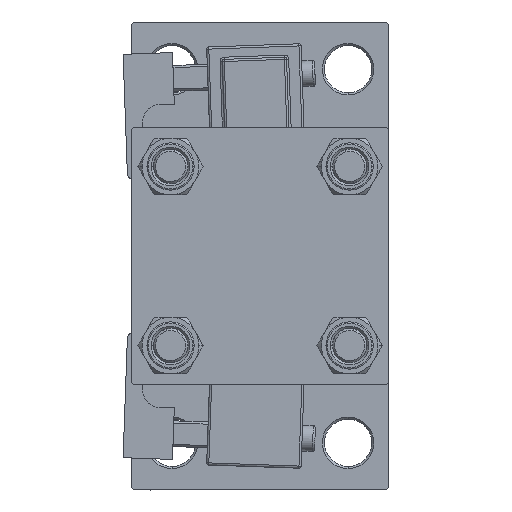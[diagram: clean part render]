
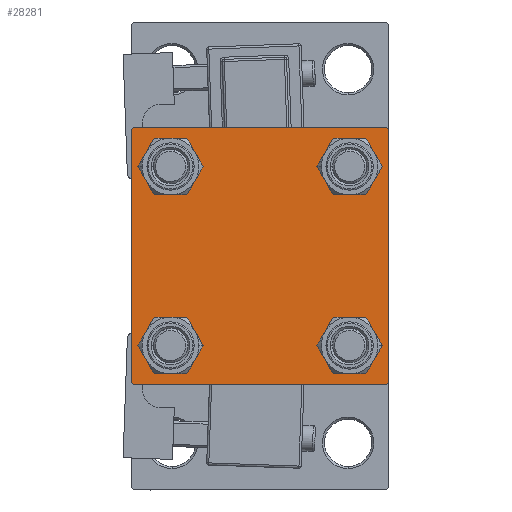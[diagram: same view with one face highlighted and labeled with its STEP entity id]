
A CAD part, left-side view. The second image highlights one B-rep face of the part: STEP entity #28281.
In plain terms, the highlighted planar face has unit normal (-1, 0, 0).
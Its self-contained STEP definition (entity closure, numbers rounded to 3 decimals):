
#82 = ORIENTED_EDGE ( 'NONE', *, *, #2148, .T. ) ;
#788 = VERTEX_POINT ( 'NONE', #38253 ) ;
#1366 = CARTESIAN_POINT ( 'NONE',  ( 0., 30., 30. ) ) ;
#2033 = EDGE_CURVE ( 'NONE', #47151, #2955, #6917, .T. ) ;
#2148 = EDGE_CURVE ( 'NONE', #5178, #42868, #5507, .T. ) ;
#2394 = DIRECTION ( 'NONE',  ( 0., 0., 1. ) ) ;
#2671 = FACE_BOUND ( 'NONE', #36691, .T. ) ;
#2721 = CARTESIAN_POINT ( 'NONE',  ( 0., -30., 29.5 ) ) ;
#2936 = VERTEX_POINT ( 'NONE', #2721 ) ;
#2955 = VERTEX_POINT ( 'NONE', #37745 ) ;
#3618 = VERTEX_POINT ( 'NONE', #10051 ) ;
#3708 = CARTESIAN_POINT ( 'NONE',  ( 0., -20.85, -20.85 ) ) ;
#3732 = ORIENTED_EDGE ( 'NONE', *, *, #13949, .T. ) ;
#3736 = CARTESIAN_POINT ( 'NONE',  ( 0., -20.85, -25.35 ) ) ;
#3826 = CIRCLE ( 'NONE', #18760, 4.5 ) ;
#4839 = LINE ( 'NONE', #20680, #18672 ) ;
#5152 = CARTESIAN_POINT ( 'NONE',  ( 0., -29.75, 29.75 ) ) ;
#5178 = VERTEX_POINT ( 'NONE', #31698 ) ;
#5489 = EDGE_CURVE ( 'NONE', #2936, #3618, #4839, .T. ) ;
#5507 = LINE ( 'NONE', #32749, #34232 ) ;
#5749 = ORIENTED_EDGE ( 'NONE', *, *, #28559, .T. ) ;
#6059 = AXIS2_PLACEMENT_3D ( 'NONE', #30664, #26776, #2394 ) ;
#6505 = ORIENTED_EDGE ( 'NONE', *, *, #25542, .T. ) ;
#6917 = CIRCLE ( 'NONE', #6059, 4.5 ) ;
#6958 = EDGE_CURVE ( 'NONE', #26734, #8412, #17166, .T. ) ;
#7161 = DIRECTION ( 'NONE',  ( 0., -0.707, 0.707 ) ) ;
#7335 = FACE_BOUND ( 'NONE', #21267, .T. ) ;
#7417 = CARTESIAN_POINT ( 'NONE',  ( 0., -29.75, -29.75 ) ) ;
#8019 = DIRECTION ( 'NONE',  ( 0., 0., -1. ) ) ;
#8412 = VERTEX_POINT ( 'NONE', #32825 ) ;
#8681 = CARTESIAN_POINT ( 'NONE',  ( 0., 30., -30. ) ) ;
#9280 = LINE ( 'NONE', #5152, #21336 ) ;
#9876 = ORIENTED_EDGE ( 'NONE', *, *, #22464, .T. ) ;
#10051 = CARTESIAN_POINT ( 'NONE',  ( 0., -30., -29.5 ) ) ;
#10143 = CARTESIAN_POINT ( 'NONE',  ( 0., -20.85, 20.85 ) ) ;
#10450 = PLANE ( 'NONE',  #25042 ) ;
#10512 = DIRECTION ( 'NONE',  ( 0., 0., 1. ) ) ;
#10971 = VERTEX_POINT ( 'NONE', #32354 ) ;
#11186 = EDGE_CURVE ( 'NONE', #788, #3618, #42708, .T. ) ;
#12225 = CIRCLE ( 'NONE', #18866, 4.5 ) ;
#12649 = ORIENTED_EDGE ( 'NONE', *, *, #18465, .T. ) ;
#12673 = ORIENTED_EDGE ( 'NONE', *, *, #45012, .T. ) ;
#12735 = DIRECTION ( 'NONE',  ( 0., 0., 1. ) ) ;
#13015 = DIRECTION ( 'NONE',  ( 0., -0.707, -0.707 ) ) ;
#13087 = LINE ( 'NONE', #8681, #41779 ) ;
#13368 = LINE ( 'NONE', #43313, #48947 ) ;
#13612 = DIRECTION ( 'NONE',  ( 0., 0., 1. ) ) ;
#13864 = AXIS2_PLACEMENT_3D ( 'NONE', #21895, #26030, #41851 ) ;
#13949 = EDGE_CURVE ( 'NONE', #50953, #30726, #28740, .T. ) ;
#13993 = EDGE_CURVE ( 'NONE', #45835, #32487, #40387, .T. ) ;
#14082 = LINE ( 'NONE', #1366, #30680 ) ;
#14828 = DIRECTION ( 'NONE',  ( 0., 0., 1. ) ) ;
#15379 = DIRECTION ( 'NONE',  ( 0., 0., 1. ) ) ;
#17166 = LINE ( 'NONE', #20309, #21184 ) ;
#17240 = DIRECTION ( 'NONE',  ( 0., -1., 0. ) ) ;
#17992 = AXIS2_PLACEMENT_3D ( 'NONE', #51152, #43127, #15379 ) ;
#18465 = EDGE_CURVE ( 'NONE', #21937, #10971, #46314, .T. ) ;
#18672 = VECTOR ( 'NONE', #36484, 1000. ) ;
#18760 = AXIS2_PLACEMENT_3D ( 'NONE', #29944, #45763, #13612 ) ;
#18866 = AXIS2_PLACEMENT_3D ( 'NONE', #10143, #50599, #14828 ) ;
#19820 = AXIS2_PLACEMENT_3D ( 'NONE', #33583, #22468, #10512 ) ;
#20309 = CARTESIAN_POINT ( 'NONE',  ( 0., 29.75, -29.75 ) ) ;
#20680 = CARTESIAN_POINT ( 'NONE',  ( 0., -30., 30. ) ) ;
#20755 = CARTESIAN_POINT ( 'NONE',  ( 0., 20.85, -25.35 ) ) ;
#21184 = VECTOR ( 'NONE', #13015, 1000. ) ;
#21267 = EDGE_LOOP ( 'NONE', ( #34636, #12649 ) ) ;
#21336 = VECTOR ( 'NONE', #44821, 1000. ) ;
#21710 = CARTESIAN_POINT ( 'NONE',  ( 0., -20.85, -16.35 ) ) ;
#21895 = CARTESIAN_POINT ( 'NONE',  ( 0., -20.85, -20.85 ) ) ;
#21937 = VERTEX_POINT ( 'NONE', #49603 ) ;
#21961 = EDGE_CURVE ( 'NONE', #5178, #40711, #14082, .T. ) ;
#22464 = EDGE_CURVE ( 'NONE', #42868, #26734, #13368, .T. ) ;
#22468 = DIRECTION ( 'NONE',  ( 1., 0., 0. ) ) ;
#23169 = FACE_OUTER_BOUND ( 'NONE', #28985, .T. ) ;
#25042 = AXIS2_PLACEMENT_3D ( 'NONE', #27042, #30682, #37963 ) ;
#25542 = EDGE_CURVE ( 'NONE', #2955, #47151, #44772, .T. ) ;
#25662 = ORIENTED_EDGE ( 'NONE', *, *, #13993, .T. ) ;
#26030 = DIRECTION ( 'NONE',  ( 1., 0., 0. ) ) ;
#26734 = VERTEX_POINT ( 'NONE', #41971 ) ;
#26776 = DIRECTION ( 'NONE',  ( 1., 0., 0. ) ) ;
#27042 = CARTESIAN_POINT ( 'NONE',  ( 0., 0., 0. ) ) ;
#27570 = EDGE_LOOP ( 'NONE', ( #6505, #44210 ) ) ;
#28281 = ADVANCED_FACE ( 'NONE', ( #7335, #2671, #49874, #50644, #23169 ), #10450, .T. ) ;
#28559 = EDGE_CURVE ( 'NONE', #30726, #50953, #34970, .T. ) ;
#28740 = CIRCLE ( 'NONE', #13864, 4.5 ) ;
#28985 = EDGE_LOOP ( 'NONE', ( #9876, #37027, #46194, #30743, #50648, #12673, #31407, #82 ) ) ;
#29944 = CARTESIAN_POINT ( 'NONE',  ( 0., 20.85, 20.85 ) ) ;
#30664 = CARTESIAN_POINT ( 'NONE',  ( 0., 20.85, -20.85 ) ) ;
#30680 = VECTOR ( 'NONE', #45968, 1000. ) ;
#30682 = DIRECTION ( 'NONE',  ( -1., 0., 0. ) ) ;
#30726 = VERTEX_POINT ( 'NONE', #3736 ) ;
#30743 = ORIENTED_EDGE ( 'NONE', *, *, #11186, .T. ) ;
#31407 = ORIENTED_EDGE ( 'NONE', *, *, #21961, .F. ) ;
#31698 = CARTESIAN_POINT ( 'NONE',  ( 0., 29.5, 30. ) ) ;
#32354 = CARTESIAN_POINT ( 'NONE',  ( 0., -20.85, 25.35 ) ) ;
#32442 = CARTESIAN_POINT ( 'NONE',  ( 0., 20.85, -20.85 ) ) ;
#32487 = VERTEX_POINT ( 'NONE', #43207 ) ;
#32749 = CARTESIAN_POINT ( 'NONE',  ( 0., 29.75, 29.75 ) ) ;
#32825 = CARTESIAN_POINT ( 'NONE',  ( 0., 29.5, -30. ) ) ;
#32878 = CARTESIAN_POINT ( 'NONE',  ( 0., -29.5, 30. ) ) ;
#33583 = CARTESIAN_POINT ( 'NONE',  ( 0., -20.85, 20.85 ) ) ;
#34232 = VECTOR ( 'NONE', #36141, 1000. ) ;
#34636 = ORIENTED_EDGE ( 'NONE', *, *, #42457, .T. ) ;
#34916 = EDGE_CURVE ( 'NONE', #8412, #788, #13087, .T. ) ;
#34970 = CIRCLE ( 'NONE', #43268, 4.5 ) ;
#35562 = ORIENTED_EDGE ( 'NONE', *, *, #39713, .T. ) ;
#36141 = DIRECTION ( 'NONE',  ( 0., 0.707, -0.707 ) ) ;
#36484 = DIRECTION ( 'NONE',  ( 0., 0., -1. ) ) ;
#36691 = EDGE_LOOP ( 'NONE', ( #3732, #5749 ) ) ;
#37027 = ORIENTED_EDGE ( 'NONE', *, *, #6958, .T. ) ;
#37745 = CARTESIAN_POINT ( 'NONE',  ( 0., 20.85, -16.35 ) ) ;
#37963 = DIRECTION ( 'NONE',  ( 0., 0., 1. ) ) ;
#38253 = CARTESIAN_POINT ( 'NONE',  ( 0., -29.5, -30. ) ) ;
#38285 = CARTESIAN_POINT ( 'NONE',  ( 0., 20.85, 25.35 ) ) ;
#39713 = EDGE_CURVE ( 'NONE', #32487, #45835, #3826, .T. ) ;
#40387 = CIRCLE ( 'NONE', #17992, 4.5 ) ;
#40636 = AXIS2_PLACEMENT_3D ( 'NONE', #32442, #48264, #12735 ) ;
#40711 = VERTEX_POINT ( 'NONE', #32878 ) ;
#41779 = VECTOR ( 'NONE', #17240, 1000. ) ;
#41851 = DIRECTION ( 'NONE',  ( 0., 0., 1. ) ) ;
#41971 = CARTESIAN_POINT ( 'NONE',  ( 0., 30., -29.5 ) ) ;
#42457 = EDGE_CURVE ( 'NONE', #10971, #21937, #12225, .T. ) ;
#42708 = LINE ( 'NONE', #7417, #48626 ) ;
#42868 = VERTEX_POINT ( 'NONE', #45350 ) ;
#43127 = DIRECTION ( 'NONE',  ( 1., 0., 0. ) ) ;
#43207 = CARTESIAN_POINT ( 'NONE',  ( 0., 20.85, 16.35 ) ) ;
#43268 = AXIS2_PLACEMENT_3D ( 'NONE', #3708, #47520, #51153 ) ;
#43313 = CARTESIAN_POINT ( 'NONE',  ( 0., 30., 30. ) ) ;
#44210 = ORIENTED_EDGE ( 'NONE', *, *, #2033, .T. ) ;
#44772 = CIRCLE ( 'NONE', #40636, 4.5 ) ;
#44821 = DIRECTION ( 'NONE',  ( 0., 0.707, 0.707 ) ) ;
#45012 = EDGE_CURVE ( 'NONE', #2936, #40711, #9280, .T. ) ;
#45350 = CARTESIAN_POINT ( 'NONE',  ( 0., 30., 29.5 ) ) ;
#45763 = DIRECTION ( 'NONE',  ( 1., 0., 0. ) ) ;
#45835 = VERTEX_POINT ( 'NONE', #38285 ) ;
#45968 = DIRECTION ( 'NONE',  ( 0., -1., 0. ) ) ;
#46194 = ORIENTED_EDGE ( 'NONE', *, *, #34916, .T. ) ;
#46314 = CIRCLE ( 'NONE', #19820, 4.5 ) ;
#46646 = EDGE_LOOP ( 'NONE', ( #25662, #35562 ) ) ;
#47151 = VERTEX_POINT ( 'NONE', #20755 ) ;
#47520 = DIRECTION ( 'NONE',  ( 1., 0., 0. ) ) ;
#48264 = DIRECTION ( 'NONE',  ( 1., 0., 0. ) ) ;
#48626 = VECTOR ( 'NONE', #7161, 1000. ) ;
#48947 = VECTOR ( 'NONE', #8019, 1000. ) ;
#49603 = CARTESIAN_POINT ( 'NONE',  ( 0., -20.85, 16.35 ) ) ;
#49874 = FACE_BOUND ( 'NONE', #27570, .T. ) ;
#50599 = DIRECTION ( 'NONE',  ( 1., 0., 0. ) ) ;
#50644 = FACE_BOUND ( 'NONE', #46646, .T. ) ;
#50648 = ORIENTED_EDGE ( 'NONE', *, *, #5489, .F. ) ;
#50953 = VERTEX_POINT ( 'NONE', #21710 ) ;
#51152 = CARTESIAN_POINT ( 'NONE',  ( 0., 20.85, 20.85 ) ) ;
#51153 = DIRECTION ( 'NONE',  ( 0., 0., 1. ) ) ;
